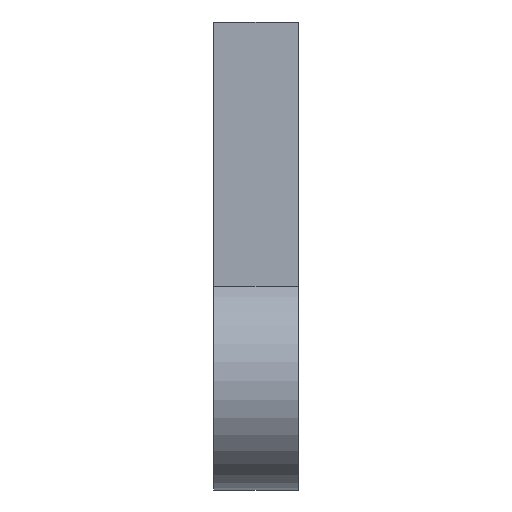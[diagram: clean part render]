
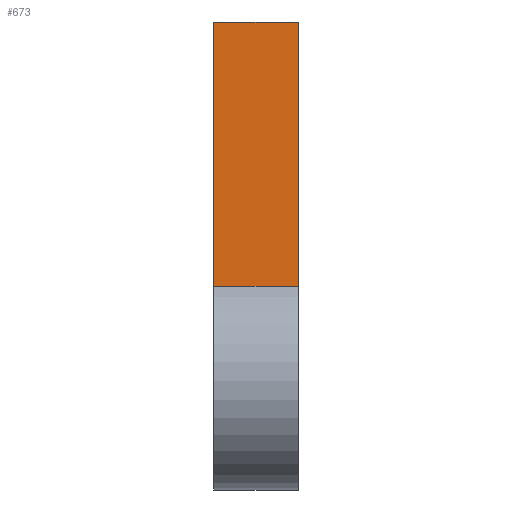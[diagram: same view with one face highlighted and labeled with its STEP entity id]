
A CAD part, left-side view. The second image highlights one B-rep face of the part: STEP entity #673.
In plain terms, the highlighted planar face has unit normal (-1, 0, 0).
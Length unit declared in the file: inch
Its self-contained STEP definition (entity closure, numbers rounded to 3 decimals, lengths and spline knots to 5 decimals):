
#28 = CARTESIAN_POINT ( 'NONE',  ( -0.66, 0., -0.025 ) ) ;
#51 = DIRECTION ( 'NONE',  ( -1., 0., 0. ) ) ;
#54 = FACE_OUTER_BOUND ( 'NONE', #622, .T. ) ;
#57 = EDGE_CURVE ( 'NONE', #639, #644, #287, .T. ) ;
#60 = DIRECTION ( 'NONE',  ( 0., 0., 1. ) ) ;
#70 = VECTOR ( 'NONE', #810, 39.37008 ) ;
#72 = LINE ( 'NONE', #28, #424 ) ;
#87 = DIRECTION ( 'NONE',  ( 0., 1., 0. ) ) ;
#129 = EDGE_CURVE ( 'NONE', #358, #639, #821, .T. ) ;
#203 = DIRECTION ( 'NONE',  ( 0., 0., 1. ) ) ;
#214 = CARTESIAN_POINT ( 'NONE',  ( -0.66, 0., -0.41713 ) ) ;
#267 = VECTOR ( 'NONE', #203, 39.37008 ) ;
#271 = ORIENTED_EDGE ( 'NONE', *, *, #586, .T. ) ;
#287 = LINE ( 'NONE', #311, #267 ) ;
#297 = CARTESIAN_POINT ( 'NONE',  ( -0.66, 0., -0.025 ) ) ;
#305 = CARTESIAN_POINT ( 'NONE',  ( -0.66, 0.125, -0.025 ) ) ;
#311 = CARTESIAN_POINT ( 'NONE',  ( -0.66, 0.125, -0.025 ) ) ;
#331 = VERTEX_POINT ( 'NONE', #297 ) ;
#358 = VERTEX_POINT ( 'NONE', #214 ) ;
#373 = ORIENTED_EDGE ( 'NONE', *, *, #129, .F. ) ;
#421 = LINE ( 'NONE', #504, #70 ) ;
#424 = VECTOR ( 'NONE', #60, 39.37008 ) ;
#444 = CARTESIAN_POINT ( 'NONE',  ( -0.66, 0., -0.025 ) ) ;
#459 = VECTOR ( 'NONE', #87, 39.37008 ) ;
#504 = CARTESIAN_POINT ( 'NONE',  ( -0.66, 0., -0.025 ) ) ;
#545 = CARTESIAN_POINT ( 'NONE',  ( -0.66, 0.125, -0.41713 ) ) ;
#550 = PLANE ( 'NONE',  #718 ) ;
#586 = EDGE_CURVE ( 'NONE', #358, #331, #72, .T. ) ;
#622 = EDGE_LOOP ( 'NONE', ( #727, #373, #271, #694 ) ) ;
#639 = VERTEX_POINT ( 'NONE', #545 ) ;
#644 = VERTEX_POINT ( 'NONE', #305 ) ;
#673 = ADVANCED_FACE ( 'NONE', ( #54 ), #550, .T. ) ;
#694 = ORIENTED_EDGE ( 'NONE', *, *, #746, .T. ) ;
#718 = AXIS2_PLACEMENT_3D ( 'NONE', #444, #51, #729 ) ;
#723 = CARTESIAN_POINT ( 'NONE',  ( -0.66, 0., -0.41713 ) ) ;
#727 = ORIENTED_EDGE ( 'NONE', *, *, #57, .F. ) ;
#729 = DIRECTION ( 'NONE',  ( 0., 0., 1. ) ) ;
#746 = EDGE_CURVE ( 'NONE', #331, #644, #421, .T. ) ;
#810 = DIRECTION ( 'NONE',  ( 0., 1., 0. ) ) ;
#821 = LINE ( 'NONE', #723, #459 ) ;
